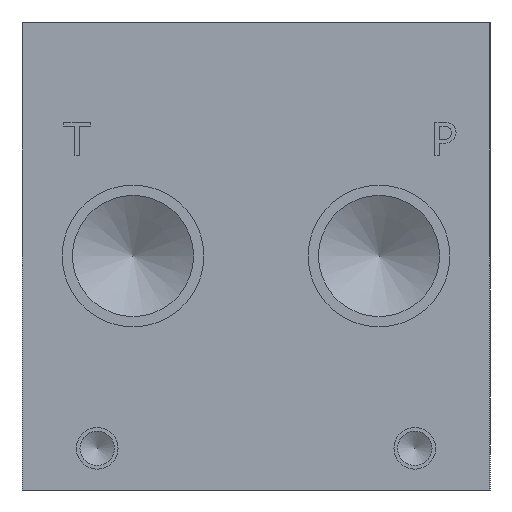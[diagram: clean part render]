
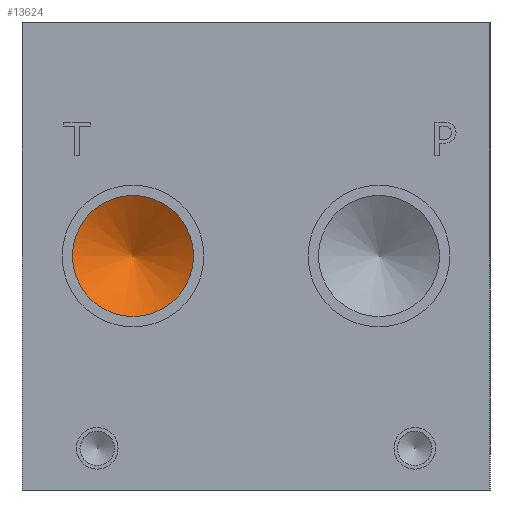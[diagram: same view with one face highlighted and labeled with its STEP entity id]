
A CAD part, left-side view. The second image highlights one B-rep face of the part: STEP entity #13624.
In plain terms, the highlighted conical face has half-angle 60 degrees and reference radius 5.753 mm.
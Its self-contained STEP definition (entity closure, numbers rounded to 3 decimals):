
#20=CONICAL_SURFACE('',#14209,5.753,1.047);
#386=CIRCLE('',#14210,11.506);
#387=CIRCLE('',#14211,11.506);
#1670=FACE_OUTER_BOUND('',#2445,.T.);
#2445=EDGE_LOOP('',(#11453,#11454,#11455,#11456));
#3770=LINE('',#23115,#5014);
#5014=VECTOR('',#16565,5.753);
#6193=VERTEX_POINT('',#23111);
#6194=VERTEX_POINT('',#23112);
#6195=VERTEX_POINT('',#23114);
#8024=EDGE_CURVE('',#6193,#6194,#386,.T.);
#8025=EDGE_CURVE('',#6194,#6195,#3770,.T.);
#8026=EDGE_CURVE('',#6194,#6193,#387,.T.);
#11453=ORIENTED_EDGE('',*,*,#8024,.T.);
#11454=ORIENTED_EDGE('',*,*,#8025,.T.);
#11455=ORIENTED_EDGE('',*,*,#8025,.F.);
#11456=ORIENTED_EDGE('',*,*,#8026,.T.);
#13624=ADVANCED_FACE('',(#1670),#20,.F.);
#14209=AXIS2_PLACEMENT_3D('',#23110,#16561,#16562);
#14210=AXIS2_PLACEMENT_3D('',#23113,#16563,#16564);
#14211=AXIS2_PLACEMENT_3D('',#23116,#16566,#16567);
#16561=DIRECTION('center_axis',(-1.,0.,0.));
#16562=DIRECTION('ref_axis',(0.,1.,0.));
#16563=DIRECTION('center_axis',(-1.,0.,0.));
#16564=DIRECTION('ref_axis',(0.,1.,0.));
#16565=DIRECTION('',(0.5,0.866,0.));
#16566=DIRECTION('center_axis',(-1.,0.,0.));
#16567=DIRECTION('ref_axis',(0.,1.,0.));
#23110=CARTESIAN_POINT('Origin',(19.835,67.818,44.45));
#23111=CARTESIAN_POINT('',(16.514,79.324,44.45));
#23112=CARTESIAN_POINT('',(16.514,56.312,44.45));
#23113=CARTESIAN_POINT('Origin',(16.514,67.818,44.45));
#23114=CARTESIAN_POINT('',(23.157,67.818,44.45));
#23115=CARTESIAN_POINT('',(19.835,62.065,44.45));
#23116=CARTESIAN_POINT('Origin',(16.514,67.818,44.45));
